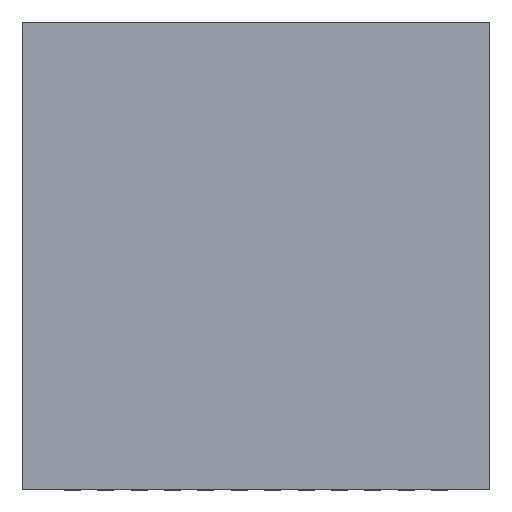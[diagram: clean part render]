
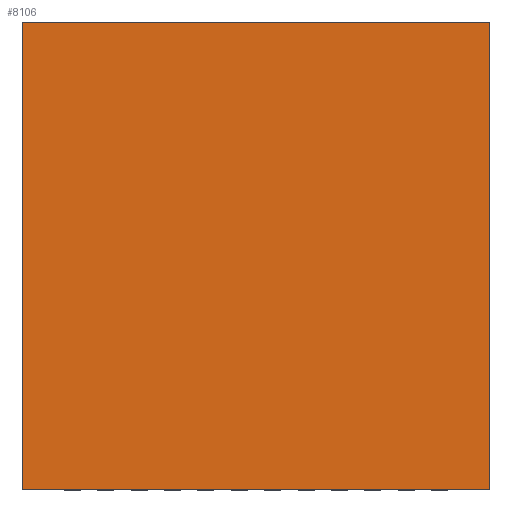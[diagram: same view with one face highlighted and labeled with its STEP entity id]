
A CAD part, top view. The second image highlights one B-rep face of the part: STEP entity #8106.
In plain terms, the highlighted face is planar.
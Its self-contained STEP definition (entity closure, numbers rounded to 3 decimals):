
#3750=DIRECTION('',(0.,0.,1.));
#3751=VECTOR('',#3750,7.);
#3752=CARTESIAN_POINT('',(-3.5,0.975,-3.5));
#3753=LINE('',#3752,#3751);
#3757=DIRECTION('',(-1.,0.,0.));
#3758=VECTOR('',#3757,7.);
#3759=CARTESIAN_POINT('',(3.5,0.975,-3.5));
#3760=LINE('',#3759,#3758);
#3764=DIRECTION('',(0.,0.,-1.));
#3765=VECTOR('',#3764,7.);
#3766=CARTESIAN_POINT('',(3.5,0.975,3.5));
#3767=LINE('',#3766,#3765);
#3771=DIRECTION('',(1.,0.,0.));
#3772=VECTOR('',#3771,7.);
#3773=CARTESIAN_POINT('',(-3.5,0.975,3.5));
#3774=LINE('',#3773,#3772);
#4850=CARTESIAN_POINT('',(-3.5,0.975,-3.5));
#4851=CARTESIAN_POINT('',(-3.5,0.975,3.5));
#4852=VERTEX_POINT('',#4850);
#4853=VERTEX_POINT('',#4851);
#4854=CARTESIAN_POINT('',(3.5,0.975,3.5));
#4855=VERTEX_POINT('',#4854);
#4856=CARTESIAN_POINT('',(3.5,0.975,-3.5));
#4857=VERTEX_POINT('',#4856);
#8095=CARTESIAN_POINT('',(0.,0.975,0.));
#8096=DIRECTION('',(0.,1.,0.));
#8097=DIRECTION('',(1.,0.,0.));
#8098=AXIS2_PLACEMENT_3D('',#8095,#8096,#8097);
#8099=PLANE('',#8098);
#8100=ORIENTED_EDGE('',*,*,#7430,.F.);
#8101=ORIENTED_EDGE('',*,*,#6349,.F.);
#8102=ORIENTED_EDGE('',*,*,#7014,.F.);
#8103=ORIENTED_EDGE('',*,*,#7183,.F.);
#8104=EDGE_LOOP('',(#8100,#8101,#8102,#8103));
#8105=FACE_OUTER_BOUND('',#8104,.F.);
#6349=EDGE_CURVE('',#4857,#4852,#3760,.T.);
#7014=EDGE_CURVE('',#4855,#4857,#3767,.T.);
#7183=EDGE_CURVE('',#4853,#4855,#3774,.T.);
#7430=EDGE_CURVE('',#4852,#4853,#3753,.T.);
#8106=ADVANCED_FACE('',(#8105),#8099,.T.);
